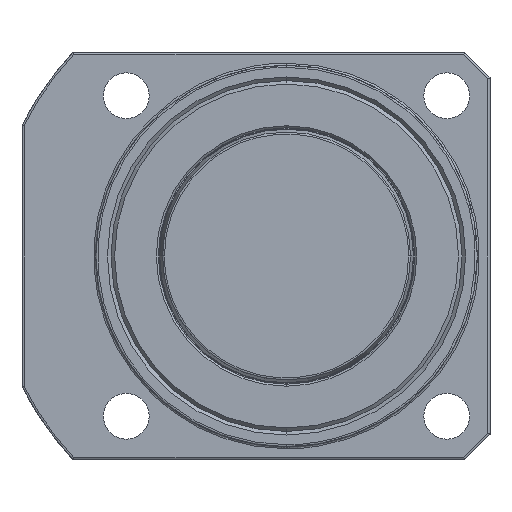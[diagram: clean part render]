
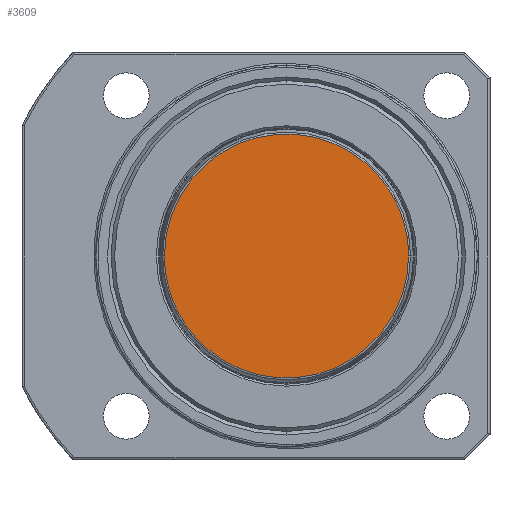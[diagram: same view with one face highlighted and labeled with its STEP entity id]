
A CAD part, front view. The second image highlights one B-rep face of the part: STEP entity #3609.
In plain terms, the highlighted planar face has unit normal (0, -1, 0).
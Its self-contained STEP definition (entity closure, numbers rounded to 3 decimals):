
#228 = CARTESIAN_POINT ( 'NONE',  ( 0., 0., -23.992 ) ) ;
#501 = CARTESIAN_POINT ( 'NONE',  ( 0., 0., -23.992 ) ) ;
#502 = CARTESIAN_POINT ( 'NONE',  ( 47.984, 0., -23.992 ) ) ;
#518 = CARTESIAN_POINT ( 'NONE',  ( 47.984, 0., 23.992 ) ) ;
#519 = CARTESIAN_POINT ( 'NONE',  ( 0., 0., 23.992 ) ) ;
#947 = EDGE_LOOP ( 'NONE', ( #6906, #6908 ) ) ;
#1225 = VERTEX_POINT ( 'NONE', #228 ) ;
#1922 = AXIS2_PLACEMENT_3D ( 'NONE', #3181, #3411, #3410 ) ;
#2516 = FACE_OUTER_BOUND ( 'NONE', #947, .T. ) ;
#3178 =( BOUNDED_CURVE ( )  B_SPLINE_CURVE ( 3, ( #519, #518, #502, #501 ),
 .UNSPECIFIED., .F., .F. ) 
 B_SPLINE_CURVE_WITH_KNOTS ( ( 4, 4 ),
 ( 0., 1. ),
 .UNSPECIFIED. ) 
 CURVE ( )  GEOMETRIC_REPRESENTATION_ITEM ( )  RATIONAL_B_SPLINE_CURVE ( ( 1., 0.333, 0.333, 1. ) ) 
 REPRESENTATION_ITEM ( '' )  );
#3179 =( BOUNDED_CURVE ( )  B_SPLINE_CURVE ( 3, ( #3662, #3642, #3633, #3632 ),
 .UNSPECIFIED., .F., .T. ) 
 B_SPLINE_CURVE_WITH_KNOTS ( ( 4, 4 ),
 ( 0., 1. ),
 .UNSPECIFIED. ) 
 CURVE ( )  GEOMETRIC_REPRESENTATION_ITEM ( )  RATIONAL_B_SPLINE_CURVE ( ( 1., 0.333, 0.333, 1. ) ) 
 REPRESENTATION_ITEM ( '' )  );
#3181 = CARTESIAN_POINT ( 'NONE',  ( 24.272, 0., 0. ) ) ;
#3410 = DIRECTION ( 'NONE',  ( 0., 0., 1. ) ) ;
#3411 = DIRECTION ( 'NONE',  ( 0., 1., 0. ) ) ;
#3441 = PLANE ( 'NONE',  #1922 ) ;
#3609 = ADVANCED_FACE ( 'N', ( #2516 ), #3441, .F. ) ;
#3632 = CARTESIAN_POINT ( 'NONE',  ( 0., 0., 23.992 ) ) ;
#3633 = CARTESIAN_POINT ( 'NONE',  ( -47.984, 0., 23.992 ) ) ;
#3642 = CARTESIAN_POINT ( 'NONE',  ( -47.984, 0., -23.992 ) ) ;
#3662 = CARTESIAN_POINT ( 'NONE',  ( 0., 0., -23.992 ) ) ;
#4545 = CARTESIAN_POINT ( 'NONE',  ( 0., 0., 23.992 ) ) ;
#5134 = EDGE_CURVE ( 'NONE', #1225, #6283, #3179, .T. ) ;
#5144 = EDGE_CURVE ( 'NONE', #6283, #1225, #3178, .T. ) ;
#6283 = VERTEX_POINT ( 'NONE', #4545 ) ;
#6906 = ORIENTED_EDGE ( 'NONE', *, *, #5144, .F. ) ;
#6908 = ORIENTED_EDGE ( 'NONE', *, *, #5134, .F. ) ;
